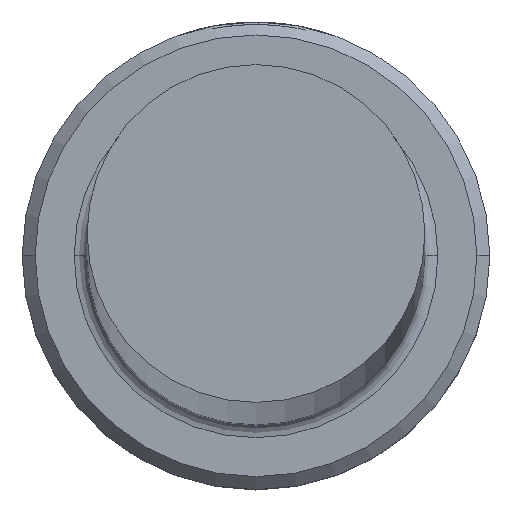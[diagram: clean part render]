
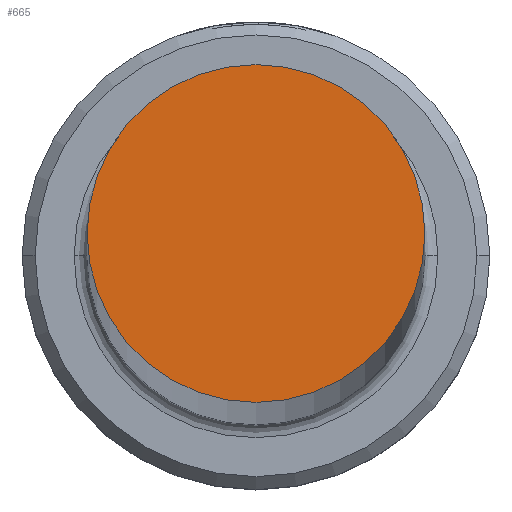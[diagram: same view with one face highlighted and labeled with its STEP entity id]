
A CAD part, top view. The second image highlights one B-rep face of the part: STEP entity #665.
In plain terms, the highlighted planar face has unit normal (0, 0, 1).
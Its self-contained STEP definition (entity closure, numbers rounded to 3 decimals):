
#52 = VERTEX_POINT ( 'NONE', #606 ) ;
#62 = FACE_OUTER_BOUND ( 'NONE', #358, .T. ) ;
#191 = AXIS2_PLACEMENT_3D ( 'NONE', #943, #391, #1033 ) ;
#301 = CIRCLE ( 'NONE', #191, 6.5 ) ;
#308 = DIRECTION ( 'NONE',  ( 0., 0., 1. ) ) ;
#358 = EDGE_LOOP ( 'NONE', ( #368, #1186 ) ) ;
#368 = ORIENTED_EDGE ( 'NONE', *, *, #638, .T. ) ;
#391 = DIRECTION ( 'NONE',  ( 0., 0., 1. ) ) ;
#434 = CARTESIAN_POINT ( 'NONE',  ( -6.5, 0., 500. ) ) ;
#546 = VERTEX_POINT ( 'NONE', #434 ) ;
#562 = CARTESIAN_POINT ( 'NONE',  ( 0., 0., 500. ) ) ;
#606 = CARTESIAN_POINT ( 'NONE',  ( 6.5, 0., 500. ) ) ;
#630 = AXIS2_PLACEMENT_3D ( 'NONE', #864, #308, #951 ) ;
#638 = EDGE_CURVE ( 'NONE', #546, #52, #301, .T. ) ;
#651 = DIRECTION ( 'NONE',  ( 1., 0., 0. ) ) ;
#665 = ADVANCED_FACE ( 'NONE', ( #62 ), #772, .T. ) ;
#772 = PLANE ( 'NONE',  #630 ) ;
#864 = CARTESIAN_POINT ( 'NONE',  ( 0., 0., 500. ) ) ;
#942 = AXIS2_PLACEMENT_3D ( 'NONE', #562, #1195, #651 ) ;
#943 = CARTESIAN_POINT ( 'NONE',  ( 0., 0., 500. ) ) ;
#951 = DIRECTION ( 'NONE',  ( 1., 0., 0. ) ) ;
#1033 = DIRECTION ( 'NONE',  ( 1., 0., 0. ) ) ;
#1088 = CIRCLE ( 'NONE', #942, 6.5 ) ;
#1145 = EDGE_CURVE ( 'NONE', #52, #546, #1088, .T. ) ;
#1186 = ORIENTED_EDGE ( 'NONE', *, *, #1145, .T. ) ;
#1195 = DIRECTION ( 'NONE',  ( 0., 0., 1. ) ) ;
